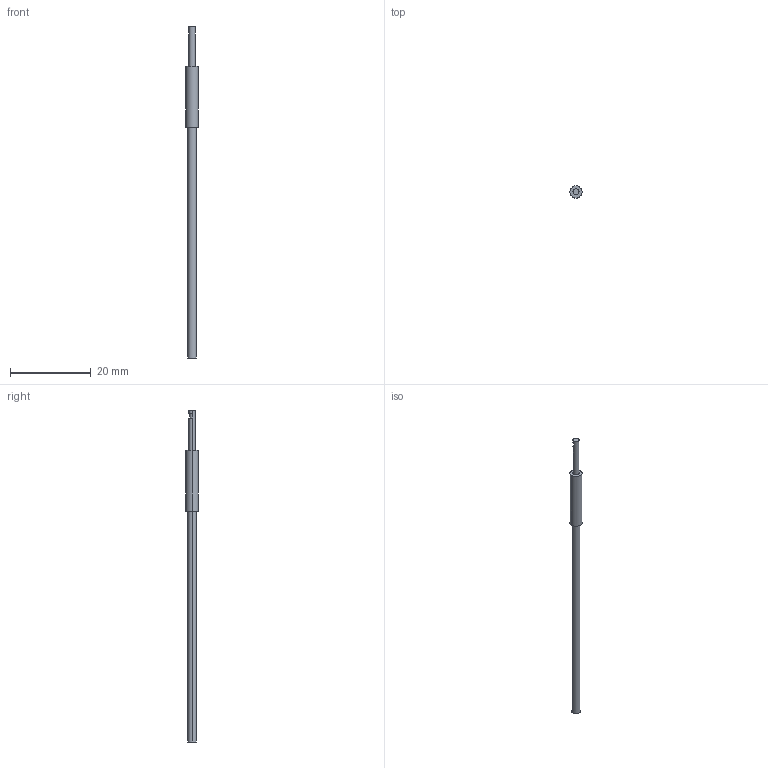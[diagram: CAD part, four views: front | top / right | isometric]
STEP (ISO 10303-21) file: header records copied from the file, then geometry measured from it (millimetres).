
FILE_DESCRIPTION((''),'2;1');
FILE_NAME('PT3Y10-ISMQD_ASM','2020-06-18T14:10:55',('Administrator'),(''),'CREO PARAMETRIC BY PTC INC, 2018400','CREO PARAMETRIC BY PTC INC, 2018400','');
FILE_SCHEMA(('AUTOMOTIVE_DESIGN { 1 0 10303 214 1 1 1 1 }'));
Length unit declared in the file: millimetre
Products named in the file (4): 3MM-15-T_; 15-10; PRT0001; PT3Y10-ISMQD_ASM
Assembly tree (3 placements, depth 2):
  PT3Y10-ISMQD_ASM
    3MM-15-T_
    15-10
    PRT0001
Bounding box: 3 x 3 x 82 mm (x, y, z)
Volume: 327.4 mm3; surface area: 726.4 mm2
Topology: 3 solids, 3 shells, 23 faces, 44 edges, 28 vertices
Faces by surface type: cylinder 12, plane 11
Entity records: 851 total; most frequent: DIRECTION 128, CARTESIAN_POINT 112, ORIENTED_EDGE 88, AXIS2_PLACEMENT_3D 54, EDGE_CURVE 44, VERTEX_POINT 28, PROPERTY_DEFINITION 27, EDGE_LOOP 26
